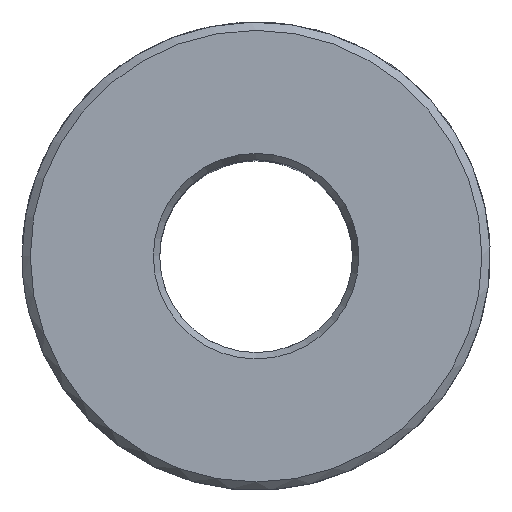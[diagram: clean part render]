
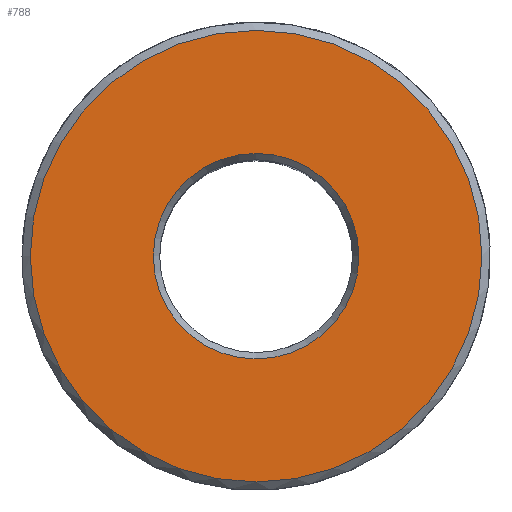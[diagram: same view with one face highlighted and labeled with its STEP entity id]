
A CAD part, top view. The second image highlights one B-rep face of the part: STEP entity #788.
In plain terms, the highlighted planar face has unit normal (0, 0, 1).
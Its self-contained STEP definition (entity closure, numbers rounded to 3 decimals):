
#32 = EDGE_LOOP ( 'NONE', ( #84 ) ) ;
#79 = EDGE_CURVE ( 'NONE', #353, #353, #612, .T. ) ;
#84 = ORIENTED_EDGE ( 'NONE', *, *, #79, .F. ) ;
#143 = EDGE_CURVE ( 'NONE', #441, #441, #688, .T. ) ;
#156 = CARTESIAN_POINT ( 'NONE',  ( 0., 3.5, 0. ) ) ;
#170 = FACE_OUTER_BOUND ( 'NONE', #32, .T. ) ;
#305 = AXIS2_PLACEMENT_3D ( 'NONE', #156, #494, #1121 ) ;
#353 = VERTEX_POINT ( 'NONE', #894 ) ;
#441 = VERTEX_POINT ( 'NONE', #553 ) ;
#494 = DIRECTION ( 'NONE',  ( 0., 0., -1. ) ) ;
#522 = AXIS2_PLACEMENT_3D ( 'NONE', #1084, #1195, #546 ) ;
#546 = DIRECTION ( 'NONE',  ( -1., 0., 0. ) ) ;
#553 = CARTESIAN_POINT ( 'NONE',  ( -3.731, 0., 0. ) ) ;
#573 = FACE_BOUND ( 'NONE', #804, .T. ) ;
#593 = PLANE ( 'NONE',  #305 ) ;
#609 = CARTESIAN_POINT ( 'NONE',  ( 0., 0., 0. ) ) ;
#612 = CIRCLE ( 'NONE', #1133, 8.2 ) ;
#616 = DIRECTION ( 'NONE',  ( -1., 0., 0. ) ) ;
#688 = CIRCLE ( 'NONE', #522, 3.731 ) ;
#788 = ADVANCED_FACE ( 'NONE', ( #573, #170 ), #593, .F. ) ;
#804 = EDGE_LOOP ( 'NONE', ( #1342 ) ) ;
#894 = CARTESIAN_POINT ( 'NONE',  ( -8.2, 0., 0. ) ) ;
#1040 = DIRECTION ( 'NONE',  ( 0., 0., -1. ) ) ;
#1084 = CARTESIAN_POINT ( 'NONE',  ( 0., 0., 0. ) ) ;
#1121 = DIRECTION ( 'NONE',  ( -1., 0., 0. ) ) ;
#1133 = AXIS2_PLACEMENT_3D ( 'NONE', #609, #1040, #616 ) ;
#1195 = DIRECTION ( 'NONE',  ( 0., 0., -1. ) ) ;
#1342 = ORIENTED_EDGE ( 'NONE', *, *, #143, .T. ) ;
